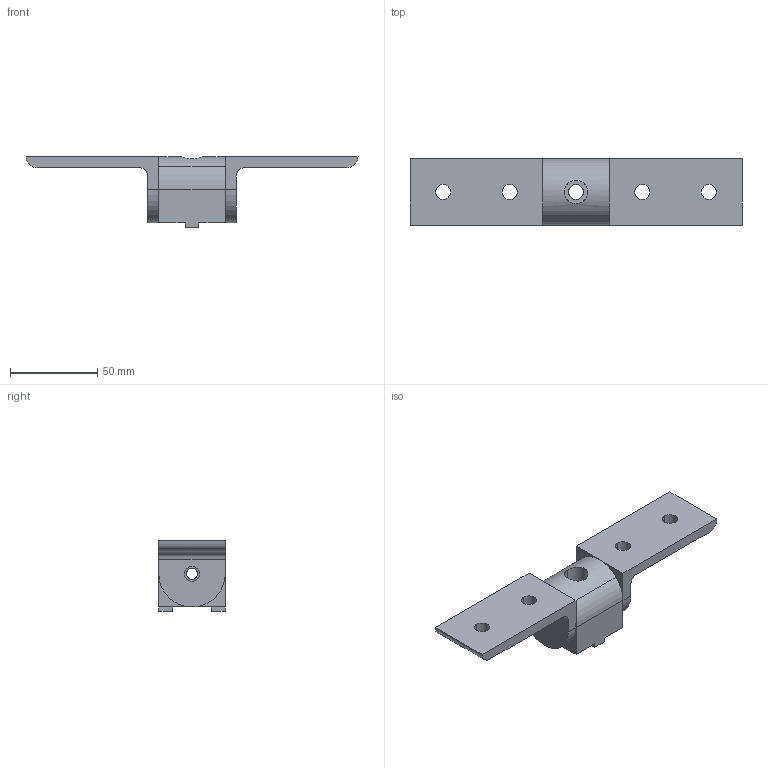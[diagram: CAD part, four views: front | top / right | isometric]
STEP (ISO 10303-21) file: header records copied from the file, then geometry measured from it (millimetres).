
FILE_DESCRIPTION((''),'2;1');
FILE_NAME('15HI8823.stp','2006-03-13T15:35:31',('Shawn Mantel'),('Faztek, LLC'),'Mechanical Desktop 2005','Mechanical Desktop 2005',', , ');
FILE_SCHEMA(('CONFIG_CONTROL_DESIGN'));
Length unit declared in the file: inch
Products named in the file (3): Product; 15HI8805; 15HI8816
Assembly tree (2 placements, depth 2):
  Product
    15HI8805
    15HI8816
Bounding box: 190.5 x 38.1 x 40.64 mm (x, y, z)
Volume: 93265.7 mm3; surface area: 28773.5 mm2
Topology: 3 solids, 3 shells, 60 faces, 161 edges, 108 vertices
Faces by surface type: cylinder 22, plane 20, bspline 18
Entity records: 2324 total; most frequent: CARTESIAN_POINT 674, ORIENTED_EDGE 322, DIRECTION 305, EDGE_CURVE 161, VERTEX_POINT 108, AXIS2_PLACEMENT_3D 107, VECTOR 91, LINE 91
